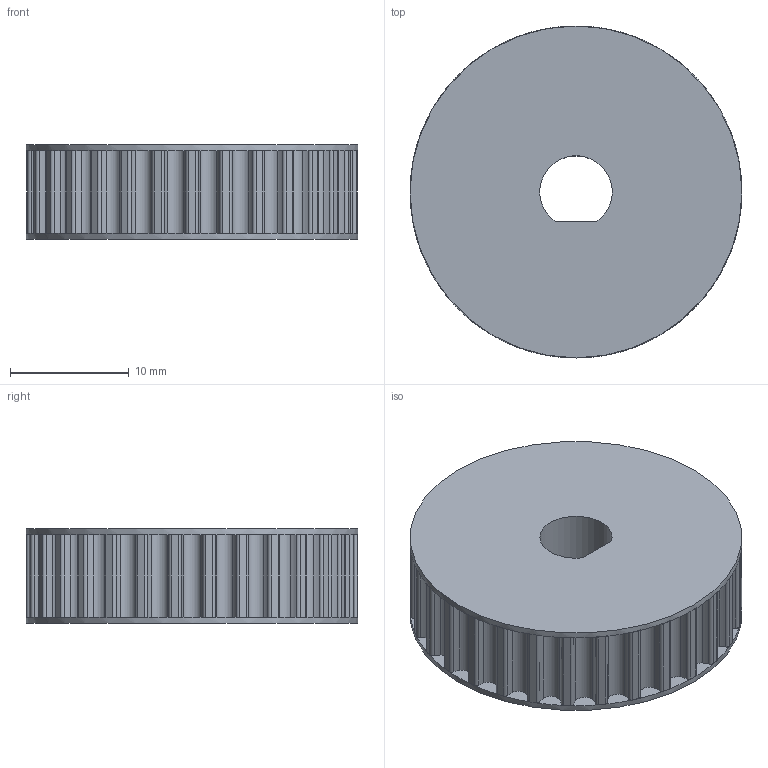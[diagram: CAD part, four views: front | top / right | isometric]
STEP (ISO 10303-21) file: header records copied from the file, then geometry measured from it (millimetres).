
FILE_DESCRIPTION(('FreeCAD Model'),'2;1');
FILE_NAME('Open CASCADE Shape Model','2025-08-11T20:36:23',(''),(''), 'Open CASCADE STEP processor 7.8','FreeCAD','Unknown');
FILE_SCHEMA(('AUTOMOTIVE_DESIGN { 1 0 10303 214 1 1 1 1 }'));
Length unit declared in the file: millimetre
Products named in the file (1): EncoderGearGT3-30
Bounding box: 28 x 28 x 8 mm (x, y, z)
Volume: 4325.4 mm3; surface area: 2397.5 mm2
Topology: 1 solids, 1 shells, 188 faces, 552 edges, 368 vertices
Faces by surface type: cylinder 153, plane 35
Full cylindrical faces by diameter (mm): 28 x2
Entity records: 14176 total; most frequent: CARTESIAN_POINT 3317, DIRECTION 2156, ORIENTED_EDGE 1104, PCURVE 1104, DEFINITIONAL_REPRESENTATION 1104, LINE 1044, VECTOR 1044, EDGE_CURVE 552
